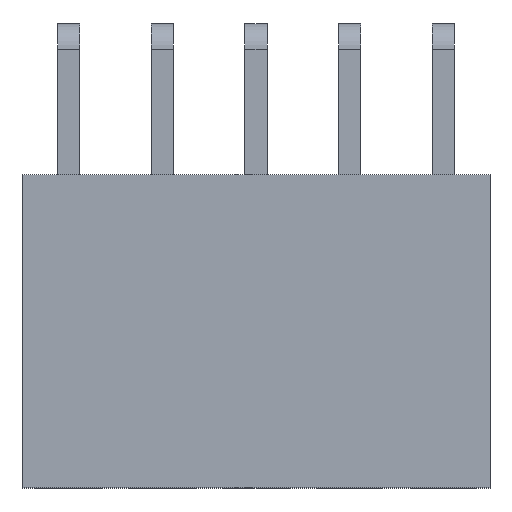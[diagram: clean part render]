
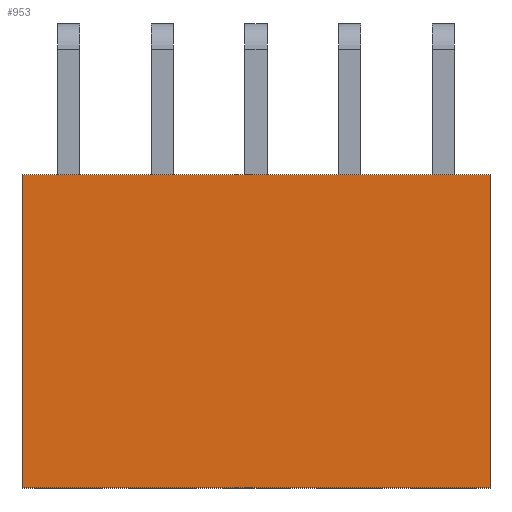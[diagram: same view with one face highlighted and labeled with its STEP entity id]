
A CAD part, top view. The second image highlights one B-rep face of the part: STEP entity #953.
In plain terms, the highlighted planar face has unit normal (0, 0, 1).
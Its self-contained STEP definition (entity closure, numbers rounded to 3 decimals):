
#953=ADVANCED_FACE('',(#6103),#6105,.T.);
#6103=FACE_BOUND('',#6104,.T.);
#6104=EDGE_LOOP('',(#10245,#10246,#10247,#10248));
#6105=PLANE('',#6106);
#6106=AXIS2_PLACEMENT_3D('',#6107,#6108,#6109);
#6107=CARTESIAN_POINT('',(1.27,-1.36,5.08));
#6108=DIRECTION('',(0.,0.,1.));
#6109=DIRECTION('',(-1.,0.,0.));
#10245=ORIENTED_EDGE('',*,*,#13045,.T.);
#10246=ORIENTED_EDGE('',*,*,#13251,.F.);
#10247=ORIENTED_EDGE('',*,*,#13052,.F.);
#10248=ORIENTED_EDGE('',*,*,#13292,.T.);
#13045=EDGE_CURVE('',#14869,#14867,#14870,.T.);
#13052=EDGE_CURVE('',#14879,#14881,#14882,.T.);
#13251=EDGE_CURVE('',#14881,#14867,#15235,.T.);
#13292=EDGE_CURVE('',#14879,#14869,#15316,.T.);
#14867=VERTEX_POINT('',#18065);
#14869=VERTEX_POINT('',#18069);
#14870=LINE('',#18070,#18071);
#14879=VERTEX_POINT('',#18091);
#14881=VERTEX_POINT('',#18095);
#14882=LINE('',#18096,#18097);
#15235=LINE('',#18871,#18872);
#15316=LINE('',#19034,#19035);
#18065=CARTESIAN_POINT('',(-1.27,-9.86,5.08));
#18069=CARTESIAN_POINT('',(-1.27,-1.36,5.08));
#18070=CARTESIAN_POINT('',(-1.27,-1.36,5.08));
#18071=VECTOR('',#18072,1.);
#18072=DIRECTION('',(0.,-1.,0.));
#18091=CARTESIAN_POINT('',(11.43,-1.36,5.08));
#18095=CARTESIAN_POINT('',(11.43,-9.86,5.08));
#18096=CARTESIAN_POINT('',(11.43,-1.36,5.08));
#18097=VECTOR('',#18098,1.);
#18098=DIRECTION('',(0.,-1.,0.));
#18871=CARTESIAN_POINT('',(11.43,-9.86,5.08));
#18872=VECTOR('',#18873,1.);
#18873=DIRECTION('',(-1.,0.,0.));
#19034=CARTESIAN_POINT('',(11.43,-1.36,5.08));
#19035=VECTOR('',#19036,1.);
#19036=DIRECTION('',(-1.,0.,0.));
